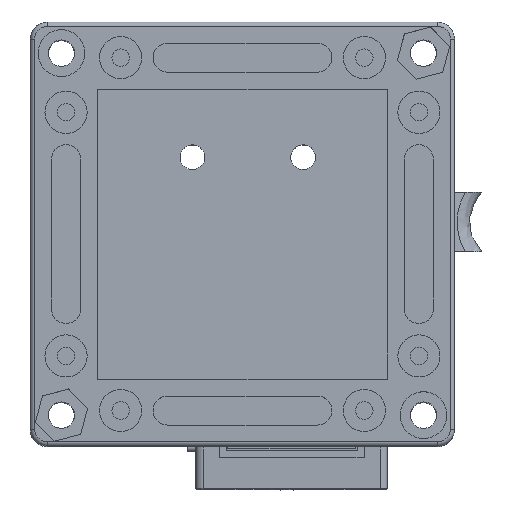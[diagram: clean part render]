
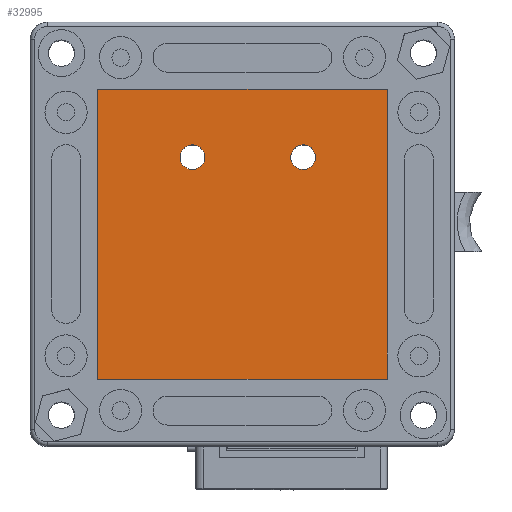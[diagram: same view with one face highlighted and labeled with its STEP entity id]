
A CAD part, top view. The second image highlights one B-rep face of the part: STEP entity #32995.
In plain terms, the highlighted face is planar.
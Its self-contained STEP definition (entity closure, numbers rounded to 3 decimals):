
#1548=FACE_BOUND('',#4910,.T.);
#1549=FACE_BOUND('',#4911,.T.);
#1881=CIRCLE('',#34939,1.45);
#1883=CIRCLE('',#34942,1.45);
#3208=FACE_OUTER_BOUND('',#4909,.T.);
#4909=EDGE_LOOP('',(#22568,#22569,#22570,#22571,#22572,#22573,#22574,#22575,
#22576,#22577,#22578,#22579,#22580,#22581,#22582,#22583));
#4910=EDGE_LOOP('',(#22584));
#4911=EDGE_LOOP('',(#22585));
#6885=LINE('',#47503,#10059);
#6889=LINE('',#47510,#10063);
#6892=LINE('',#47516,#10066);
#6895=LINE('',#47524,#10069);
#6898=LINE('',#47530,#10072);
#6901=LINE('',#47536,#10075);
#6905=LINE('',#47545,#10079);
#6909=LINE('',#47552,#10083);
#6911=LINE('',#47556,#10085);
#6914=LINE('',#47562,#10088);
#6916=LINE('',#47566,#10090);
#6919=LINE('',#47571,#10093);
#6921=LINE('',#47574,#10095);
#6923=LINE('',#47577,#10097);
#6925=LINE('',#47580,#10099);
#6928=LINE('',#47584,#10102);
#10059=VECTOR('',#38508,10.);
#10063=VECTOR('',#38514,10.);
#10066=VECTOR('',#38519,10.);
#10069=VECTOR('',#38524,10.);
#10072=VECTOR('',#38529,10.);
#10075=VECTOR('',#38534,10.);
#10079=VECTOR('',#38540,10.);
#10083=VECTOR('',#38546,10.);
#10085=VECTOR('',#38550,10.);
#10088=VECTOR('',#38555,10.);
#10090=VECTOR('',#38559,10.);
#10093=VECTOR('',#38564,10.);
#10095=VECTOR('',#38568,10.);
#10097=VECTOR('',#38572,10.);
#10099=VECTOR('',#38576,10.);
#10102=VECTOR('',#38581,10.);
#13176=VERTEX_POINT('',#47371);
#13178=VERTEX_POINT('',#47377);
#13222=VERTEX_POINT('',#47500);
#13223=VERTEX_POINT('',#47502);
#13225=VERTEX_POINT('',#47508);
#13227=VERTEX_POINT('',#47514);
#13230=VERTEX_POINT('',#47521);
#13231=VERTEX_POINT('',#47523);
#13233=VERTEX_POINT('',#47529);
#13235=VERTEX_POINT('',#47535);
#13238=VERTEX_POINT('',#47542);
#13239=VERTEX_POINT('',#47544);
#13241=VERTEX_POINT('',#47550);
#13242=VERTEX_POINT('',#47554);
#13243=VERTEX_POINT('',#47559);
#13244=VERTEX_POINT('',#47561);
#13245=VERTEX_POINT('',#47565);
#13246=VERTEX_POINT('',#47569);
#16924=EDGE_CURVE('',#13176,#13176,#1881,.T.);
#16927=EDGE_CURVE('',#13178,#13178,#1883,.T.);
#16986=EDGE_CURVE('',#13223,#13222,#6885,.T.);
#16990=EDGE_CURVE('',#13222,#13225,#6889,.T.);
#16993=EDGE_CURVE('',#13225,#13227,#6892,.T.);
#16996=EDGE_CURVE('',#13231,#13230,#6895,.T.);
#16999=EDGE_CURVE('',#13233,#13231,#6898,.T.);
#17002=EDGE_CURVE('',#13235,#13233,#6901,.T.);
#17006=EDGE_CURVE('',#13238,#13239,#6905,.T.);
#17010=EDGE_CURVE('',#13241,#13238,#6909,.T.);
#17012=EDGE_CURVE('',#13242,#13241,#6911,.T.);
#17015=EDGE_CURVE('',#13243,#13244,#6914,.T.);
#17017=EDGE_CURVE('',#13244,#13245,#6916,.T.);
#17020=EDGE_CURVE('',#13246,#13243,#6919,.T.);
#17022=EDGE_CURVE('',#13245,#13227,#6921,.T.);
#17024=EDGE_CURVE('',#13230,#13223,#6923,.T.);
#17026=EDGE_CURVE('',#13246,#13239,#6925,.T.);
#17029=EDGE_CURVE('',#13242,#13235,#6928,.T.);
#22568=ORIENTED_EDGE('',*,*,#17022,.F.);
#22569=ORIENTED_EDGE('',*,*,#17017,.F.);
#22570=ORIENTED_EDGE('',*,*,#17015,.F.);
#22571=ORIENTED_EDGE('',*,*,#17020,.F.);
#22572=ORIENTED_EDGE('',*,*,#17026,.T.);
#22573=ORIENTED_EDGE('',*,*,#17006,.F.);
#22574=ORIENTED_EDGE('',*,*,#17010,.F.);
#22575=ORIENTED_EDGE('',*,*,#17012,.F.);
#22576=ORIENTED_EDGE('',*,*,#17029,.T.);
#22577=ORIENTED_EDGE('',*,*,#17002,.T.);
#22578=ORIENTED_EDGE('',*,*,#16999,.T.);
#22579=ORIENTED_EDGE('',*,*,#16996,.T.);
#22580=ORIENTED_EDGE('',*,*,#17024,.T.);
#22581=ORIENTED_EDGE('',*,*,#16986,.T.);
#22582=ORIENTED_EDGE('',*,*,#16990,.T.);
#22583=ORIENTED_EDGE('',*,*,#16993,.T.);
#22584=ORIENTED_EDGE('',*,*,#16924,.T.);
#22585=ORIENTED_EDGE('',*,*,#16927,.T.);
#31910=PLANE('',#34987);
#32995=ADVANCED_FACE('',(#3208,#1548,#1549),#31910,.F.);
#34939=AXIS2_PLACEMENT_3D('',#47373,#38393,#38394);
#34942=AXIS2_PLACEMENT_3D('',#47379,#38400,#38401);
#34987=AXIS2_PLACEMENT_3D('',#47586,#38584,#38585);
#38393=DIRECTION('center_axis',(0.,0.,1.));
#38394=DIRECTION('ref_axis',(-1.,0.,0.));
#38400=DIRECTION('center_axis',(0.,0.,1.));
#38401=DIRECTION('ref_axis',(-1.,0.,0.));
#38508=DIRECTION('',(0.,-1.,0.));
#38514=DIRECTION('',(0.707,-0.707,0.));
#38519=DIRECTION('',(1.,0.,0.));
#38524=DIRECTION('',(0.,1.,0.));
#38529=DIRECTION('',(0.707,0.707,0.));
#38534=DIRECTION('',(1.,0.,0.));
#38540=DIRECTION('',(0.,-1.,0.));
#38546=DIRECTION('',(0.707,-0.707,0.));
#38550=DIRECTION('',(1.,0.,0.));
#38555=DIRECTION('',(0.707,0.707,0.));
#38559=DIRECTION('',(1.,0.,0.));
#38564=DIRECTION('',(0.,1.,0.));
#38568=DIRECTION('',(0.,1.,0.));
#38572=DIRECTION('',(1.,0.,0.));
#38576=DIRECTION('',(-1.,0.,0.));
#38581=DIRECTION('',(0.,1.,0.));
#38584=DIRECTION('center_axis',(0.,0.,1.));
#38585=DIRECTION('ref_axis',(1.,0.,0.));
#47371=CARTESIAN_POINT('',(-13.6,29.965,10.));
#47373=CARTESIAN_POINT('Origin',(-15.05,29.965,10.));
#47377=CARTESIAN_POINT('',(-26.6,29.965,10.));
#47379=CARTESIAN_POINT('Origin',(-28.05,29.965,10.));
#47500=CARTESIAN_POINT('',(-3.93,42.255,10.));
#47502=CARTESIAN_POINT('',(-3.93,45.83,10.));
#47503=CARTESIAN_POINT('',(-3.93,46.03,10.));
#47508=CARTESIAN_POINT('',(0.395,37.93,10.));
#47510=CARTESIAN_POINT('',(-3.93,42.255,10.));
#47514=CARTESIAN_POINT('',(3.97,37.93,10.));
#47516=CARTESIAN_POINT('',(0.395,37.93,10.));
#47521=CARTESIAN_POINT('',(-37.93,45.83,10.));
#47523=CARTESIAN_POINT('',(-37.93,42.255,10.));
#47524=CARTESIAN_POINT('',(-37.93,42.255,10.));
#47529=CARTESIAN_POINT('',(-42.255,37.93,10.));
#47530=CARTESIAN_POINT('',(-42.255,37.93,10.));
#47535=CARTESIAN_POINT('',(-45.83,37.93,10.));
#47536=CARTESIAN_POINT('',(-46.03,37.93,10.));
#47542=CARTESIAN_POINT('',(-37.93,-0.395,10.));
#47544=CARTESIAN_POINT('',(-37.93,-3.97,10.));
#47545=CARTESIAN_POINT('',(-37.93,-0.395,10.));
#47550=CARTESIAN_POINT('',(-42.255,3.93,10.));
#47552=CARTESIAN_POINT('',(-42.255,3.93,10.));
#47554=CARTESIAN_POINT('',(-45.83,3.93,10.));
#47556=CARTESIAN_POINT('',(-46.03,3.93,10.));
#47559=CARTESIAN_POINT('',(-3.93,-0.395,10.));
#47561=CARTESIAN_POINT('',(0.395,3.93,10.));
#47562=CARTESIAN_POINT('',(-3.93,-0.395,10.));
#47565=CARTESIAN_POINT('',(3.97,3.93,10.));
#47566=CARTESIAN_POINT('',(0.395,3.93,10.));
#47569=CARTESIAN_POINT('',(-3.93,-3.97,10.));
#47571=CARTESIAN_POINT('',(-3.93,-4.17,10.));
#47574=CARTESIAN_POINT('',(3.97,3.93,10.));
#47577=CARTESIAN_POINT('',(-37.73,45.83,10.));
#47580=CARTESIAN_POINT('',(-4.13,-3.97,10.));
#47584=CARTESIAN_POINT('',(-45.83,37.73,10.));
#47586=CARTESIAN_POINT('Origin',(-20.802,20.93,10.));
